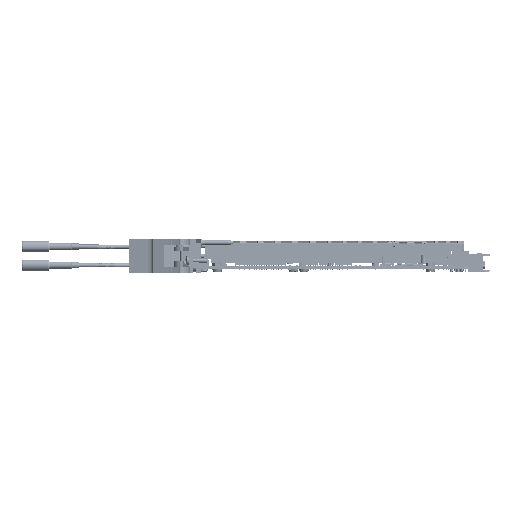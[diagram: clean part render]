
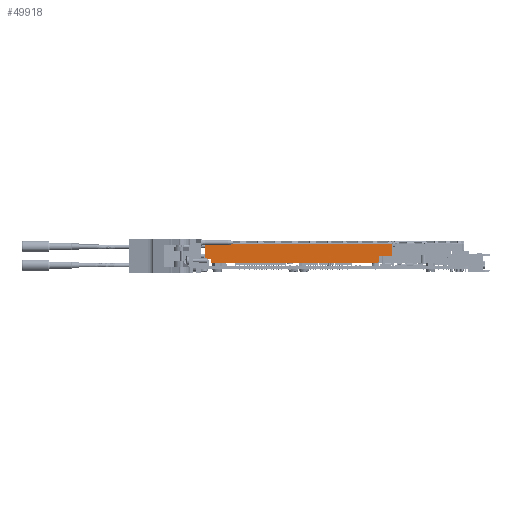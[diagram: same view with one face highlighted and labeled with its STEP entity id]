
A CAD part, front view. The second image highlights one B-rep face of the part: STEP entity #49918.
In plain terms, the highlighted planar face has unit normal (0, -1, 0).
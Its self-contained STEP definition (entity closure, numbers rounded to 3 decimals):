
#33541 = VERTEX_POINT ( 'NONE', #184619 ) ;
#33556 = VERTEX_POINT ( 'NONE', #184638 ) ;
#33581 = VERTEX_POINT ( 'NONE', #184662 ) ;
#33590 = VERTEX_POINT ( 'NONE', #184677 ) ;
#33604 = VERTEX_POINT ( 'NONE', #184691 ) ;
#33613 = VERTEX_POINT ( 'NONE', #184702 ) ;
#33623 = VERTEX_POINT ( 'NONE', #184718 ) ;
#33629 = VERTEX_POINT ( 'NONE', #184726 ) ;
#33634 = VERTEX_POINT ( 'NONE', #184737 ) ;
#33643 = VERTEX_POINT ( 'NONE', #184753 ) ;
#33648 = VERTEX_POINT ( 'NONE', #184763 ) ;
#33673 = VERTEX_POINT ( 'NONE', #184797 ) ;
#33683 = VERTEX_POINT ( 'NONE', #184813 ) ;
#33689 = VERTEX_POINT ( 'NONE', #184821 ) ;
#49918 = ADVANCED_FACE ( 'NONE', ( #220494 ), #144981, .F. ) ;
#113449 = AXIS2_PLACEMENT_3D ( 'NONE', #145005, #145008, #145011 ) ;
#115906 = EDGE_LOOP ( 'NONE', ( #148748, #148752, #148755, #148758, #148761, #148764, #148767, #148771, #148774, #148777, #148780, #148783, #148786, #148790 ) ) ;
#136415 = EDGE_CURVE ( 'NONE', #33556, #33541, #251836, .T. ) ;
#136433 = EDGE_CURVE ( 'NONE', #33581, #33556, #251846, .T. ) ;
#136443 = EDGE_CURVE ( 'NONE', #33581, #33590, #251850, .T. ) ;
#136454 = EDGE_CURVE ( 'NONE', #33613, #33590, #251865, .T. ) ;
#136460 = EDGE_CURVE ( 'NONE', #33613, #33623, #251854, .T. ) ;
#136479 = EDGE_CURVE ( 'NONE', #33604, #33623, #251883, .T. ) ;
#136488 = EDGE_CURVE ( 'NONE', #33604, #33643, #251869, .T. ) ;
#136495 = EDGE_CURVE ( 'NONE', #33634, #33648, #251895, .T. ) ;
#136506 = EDGE_CURVE ( 'NONE', #33634, #33629, #251899, .T. ) ;
#136510 = EDGE_CURVE ( 'NONE', #33683, #33648, #251909, .T. ) ;
#136512 = EDGE_CURVE ( 'NONE', #33689, #33683, #251913, .T. ) ;
#136517 = EDGE_CURVE ( 'NONE', #33673, #33689, #251916, .T. ) ;
#136524 = EDGE_CURVE ( 'NONE', #33673, #33643, #251917, .T. ) ;
#136529 = EDGE_CURVE ( 'NONE', #33629, #33541, #251919, .T. ) ;
#144981 = PLANE ( 'NONE',  #113449 ) ;
#145005 = CARTESIAN_POINT ( 'NONE',  ( 64.375, -71.067, 43.316 ) ) ;
#145008 = DIRECTION ( 'NONE',  ( 0., 1., 0. ) ) ;
#145011 = DIRECTION ( 'NONE',  ( 0., 0., 1. ) ) ;
#148748 = ORIENTED_EDGE ( 'NONE', *, *, #136506, .F. ) ;
#148752 = ORIENTED_EDGE ( 'NONE', *, *, #136495, .T. ) ;
#148755 = ORIENTED_EDGE ( 'NONE', *, *, #136510, .F. ) ;
#148758 = ORIENTED_EDGE ( 'NONE', *, *, #136512, .F. ) ;
#148761 = ORIENTED_EDGE ( 'NONE', *, *, #136517, .F. ) ;
#148764 = ORIENTED_EDGE ( 'NONE', *, *, #136524, .T. ) ;
#148767 = ORIENTED_EDGE ( 'NONE', *, *, #136488, .F. ) ;
#148771 = ORIENTED_EDGE ( 'NONE', *, *, #136479, .T. ) ;
#148774 = ORIENTED_EDGE ( 'NONE', *, *, #136460, .F. ) ;
#148777 = ORIENTED_EDGE ( 'NONE', *, *, #136454, .T. ) ;
#148780 = ORIENTED_EDGE ( 'NONE', *, *, #136443, .F. ) ;
#148783 = ORIENTED_EDGE ( 'NONE', *, *, #136433, .T. ) ;
#148786 = ORIENTED_EDGE ( 'NONE', *, *, #136415, .T. ) ;
#148790 = ORIENTED_EDGE ( 'NONE', *, *, #136529, .F. ) ;
#164999 = AXIS2_PLACEMENT_3D ( 'NONE', #254471, #254472, #254473 ) ;
#165016 = AXIS2_PLACEMENT_3D ( 'NONE', #254489, #254490, #254491 ) ;
#165026 = AXIS2_PLACEMENT_3D ( 'NONE', #254504, #254505, #254506 ) ;
#165033 = AXIS2_PLACEMENT_3D ( 'NONE', #254514, #254515, #254516 ) ;
#165043 = AXIS2_PLACEMENT_3D ( 'NONE', #254529, #254530, #254531 ) ;
#165050 = AXIS2_PLACEMENT_3D ( 'NONE', #254534, #254535, #254536 ) ;
#184619 = CARTESIAN_POINT ( 'NONE',  ( 22.639, -71.067, 54.58 ) ) ;
#184638 = CARTESIAN_POINT ( 'NONE',  ( 22.639, -71.067, 48.316 ) ) ;
#184662 = CARTESIAN_POINT ( 'NONE',  ( 21.639, -71.067, 47.316 ) ) ;
#184677 = CARTESIAN_POINT ( 'NONE',  ( 15.639, -71.067, 47.316 ) ) ;
#184691 = CARTESIAN_POINT ( 'NONE',  ( 13.639, -71.067, 43.316 ) ) ;
#184702 = CARTESIAN_POINT ( 'NONE',  ( 14.639, -71.067, 46.316 ) ) ;
#184718 = CARTESIAN_POINT ( 'NONE',  ( 14.639, -71.067, 44.316 ) ) ;
#184726 = CARTESIAN_POINT ( 'NONE',  ( -88.244, -71.067, 54.58 ) ) ;
#184737 = CARTESIAN_POINT ( 'NONE',  ( -88.244, -71.067, 46.816 ) ) ;
#184753 = CARTESIAN_POINT ( 'NONE',  ( -83.644, -71.067, 43.316 ) ) ;
#184763 = CARTESIAN_POINT ( 'NONE',  ( -87.244, -71.067, 45.816 ) ) ;
#184797 = CARTESIAN_POINT ( 'NONE',  ( -84.644, -71.067, 44.316 ) ) ;
#184813 = CARTESIAN_POINT ( 'NONE',  ( -85.644, -71.067, 45.816 ) ) ;
#184821 = CARTESIAN_POINT ( 'NONE',  ( -84.644, -71.067, 44.816 ) ) ;
#220494 = FACE_OUTER_BOUND ( 'NONE', #115906, .T. ) ;
#251836 = LINE ( 'NONE', #254459, #251838 ) ;
#251838 = VECTOR ( 'NONE', #254455, 1000. ) ;
#251846 = CIRCLE ( 'NONE', #164999, 1. ) ;
#251850 = LINE ( 'NONE', #254475, #251858 ) ;
#251854 = LINE ( 'NONE', #254488, #251875 ) ;
#251858 = VECTOR ( 'NONE', #254474, 1000. ) ;
#251865 = CIRCLE ( 'NONE', #165016, 1. ) ;
#251869 = LINE ( 'NONE', #254503, #251891 ) ;
#251875 = VECTOR ( 'NONE', #254492, 1000. ) ;
#251883 = CIRCLE ( 'NONE', #165026, 1. ) ;
#251891 = VECTOR ( 'NONE', #254508, 1000. ) ;
#251895 = CIRCLE ( 'NONE', #165033, 1. ) ;
#251899 = LINE ( 'NONE', #254519, #251911 ) ;
#251909 = LINE ( 'NONE', #254525, #251915 ) ;
#251911 = VECTOR ( 'NONE', #254524, 1000. ) ;
#251913 = CIRCLE ( 'NONE', #165043, 1. ) ;
#251915 = VECTOR ( 'NONE', #254526, 1000. ) ;
#251916 = LINE ( 'NONE', #254523, #251918 ) ;
#251917 = CIRCLE ( 'NONE', #165050, 1. ) ;
#251918 = VECTOR ( 'NONE', #254518, 1000. ) ;
#251919 = LINE ( 'NONE', #254527, #251923 ) ;
#251923 = VECTOR ( 'NONE', #254528, 1000. ) ;
#254455 = DIRECTION ( 'NONE',  ( 0., 0., 1. ) ) ;
#254459 = CARTESIAN_POINT ( 'NONE',  ( 22.639, -71.067, 43.316 ) ) ;
#254471 = CARTESIAN_POINT ( 'NONE',  ( 21.639, -71.067, 48.316 ) ) ;
#254472 = DIRECTION ( 'NONE',  ( 0., -1., 0. ) ) ;
#254473 = DIRECTION ( 'NONE',  ( 0., 0., 1. ) ) ;
#254474 = DIRECTION ( 'NONE',  ( -1., 0., 0. ) ) ;
#254475 = CARTESIAN_POINT ( 'NONE',  ( 22.639, -71.067, 47.316 ) ) ;
#254488 = CARTESIAN_POINT ( 'NONE',  ( 14.639, -71.067, 47.316 ) ) ;
#254489 = CARTESIAN_POINT ( 'NONE',  ( 15.639, -71.067, 46.316 ) ) ;
#254490 = DIRECTION ( 'NONE',  ( 0., 1., 0. ) ) ;
#254491 = DIRECTION ( 'NONE',  ( 0., 0., 1. ) ) ;
#254492 = DIRECTION ( 'NONE',  ( 0., 0., -1. ) ) ;
#254503 = CARTESIAN_POINT ( 'NONE',  ( 64.375, -71.067, 43.316 ) ) ;
#254504 = CARTESIAN_POINT ( 'NONE',  ( 13.639, -71.067, 44.316 ) ) ;
#254505 = DIRECTION ( 'NONE',  ( 0., -1., 0. ) ) ;
#254506 = DIRECTION ( 'NONE',  ( 0., 0., 1. ) ) ;
#254508 = DIRECTION ( 'NONE',  ( -1., 0., 0. ) ) ;
#254514 = CARTESIAN_POINT ( 'NONE',  ( -87.244, -71.067, 46.816 ) ) ;
#254515 = DIRECTION ( 'NONE',  ( 0., -1., 0. ) ) ;
#254516 = DIRECTION ( 'NONE',  ( 0., 0., 1. ) ) ;
#254518 = DIRECTION ( 'NONE',  ( 0., 0., 1. ) ) ;
#254519 = CARTESIAN_POINT ( 'NONE',  ( -88.244, -71.067, 43.316 ) ) ;
#254523 = CARTESIAN_POINT ( 'NONE',  ( -84.644, -71.067, 44.816 ) ) ;
#254524 = DIRECTION ( 'NONE',  ( 0., 0., 1. ) ) ;
#254525 = CARTESIAN_POINT ( 'NONE',  ( -88.244, -71.067, 45.816 ) ) ;
#254526 = DIRECTION ( 'NONE',  ( -1., 0., 0. ) ) ;
#254527 = CARTESIAN_POINT ( 'NONE',  ( 64.375, -71.067, 54.58 ) ) ;
#254528 = DIRECTION ( 'NONE',  ( 1., 0., 0. ) ) ;
#254529 = CARTESIAN_POINT ( 'NONE',  ( -85.644, -71.067, 44.816 ) ) ;
#254530 = DIRECTION ( 'NONE',  ( 0., -1., 0. ) ) ;
#254531 = DIRECTION ( 'NONE',  ( -1., 0., 0. ) ) ;
#254534 = CARTESIAN_POINT ( 'NONE',  ( -83.644, -71.067, 44.316 ) ) ;
#254535 = DIRECTION ( 'NONE',  ( 0., -1., 0. ) ) ;
#254536 = DIRECTION ( 'NONE',  ( 0., 0., 1. ) ) ;
